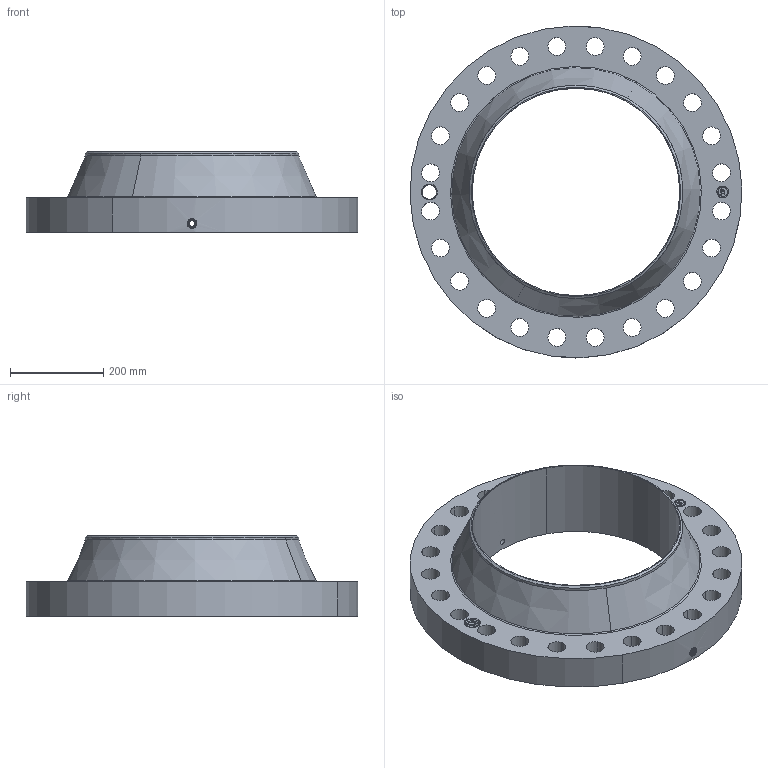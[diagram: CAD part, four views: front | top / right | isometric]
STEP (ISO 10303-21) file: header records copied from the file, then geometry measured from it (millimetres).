
FILE_DESCRIPTION(('3D STEP'),'2;1');
FILE_NAME('18-400-RTJ-WELD-NECK-10-ORIF-FLANGE.stp','2013-10-21T07:37:14+00:00',('Texas Flange'),(''),'CATIA Version 5 Release 20 SP 6 (IN-10)','CATIA V5 STEP AP214','800-826-3801');
FILE_SCHEMA(('AUTOMOTIVE_DESIGN { 1 0 10303 214 1 1 1 1 }'));
Length unit declared in the file: inch
Products named in the file (1): 18-400-RTJ-WELD-NECK-10-ORIF-FLANGE
Bounding box: 711 x 711.2 x 173.02 mm (x, y, z)
Volume: 19227142.8 mm3; surface area: 1191428.3 mm2
Topology: 1 solids, 1 shells, 824 faces, 2240 edges, 1438 vertices
Faces by surface type: plane 370, bspline 263, cylinder 129, cone 52, torus 6, revolution 4
Entity records: 34803 total; most frequent: CARTESIAN_POINT 14408, ORIENTED_EDGE 4480, EDGE_CURVE 2240, DIRECTION 2219, VERTEX_POINT 1438, VECTOR 1220, LINE 1220, EDGE_LOOP 900
